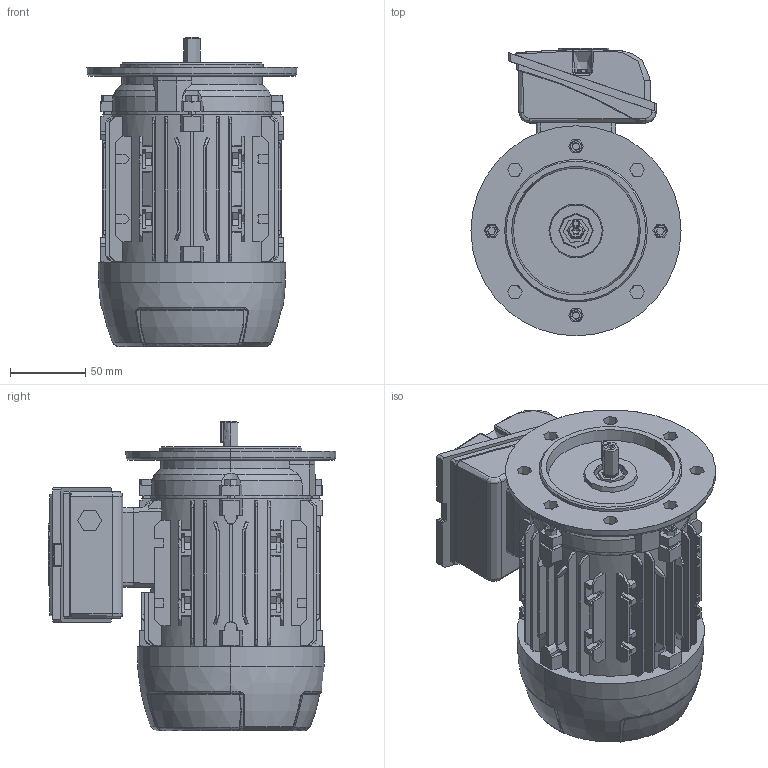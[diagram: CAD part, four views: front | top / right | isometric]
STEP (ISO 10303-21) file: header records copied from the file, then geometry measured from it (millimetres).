
FILE_DESCRIPTION (( 'STEP AP203' ), '1' );
FILE_NAME ('63 TOP.STEP', '2021-08-27T16:25:04', ( '' ), ( '' ), 'SwSTEP 2.0', 'SolidWorks 2018', '' );
FILE_SCHEMA (( 'CONFIG_CONTROL_DESIGN' ));
Length unit declared in the file: millimetre
Products named in the file (27): 105007177; 105011312; 63 TOP; 105033018; 105032001; 105007176; 105011312_105011312; 105007177_10.5007.177; Parafuso Altracs M5; Eixo padrão IEC63 IR3; 105006182_50.5307.015; 105035217; 105006182; CONJUNTO CARCAÇA IEC63 IR3_505234119; 105007077; 105032001_10.5032.005-4x14; 105007176_10.5007.176; 105035217_50.5307.012; Parafuso Altracs M5_10.5011.291 x 15; Eixo padrão IEC63 IR3_50.5014.566
Assembly tree (17 placements, depth 3):
  105007177
  63 TOP
    105011312
    105011312
  105033018
  105032001
  105007176
Bounding box: 139.93 x 191.73 x 206 mm (x, y, z)
Volume: 2241927.2 mm3; surface area: 246537.9 mm2
Topology: 14 solids, 17 shells, 1518 faces, 3990 edges, 2572 vertices
Faces by surface type: plane 721, cylinder 477, cone 132, bspline 114, torus 53, sphere 21
Entity records: 52082 total; most frequent: CARTESIAN_POINT 15163, ORIENTED_EDGE 7508, DIRECTION 6880, EDGE_CURVE 3754, VERTEX_POINT 2434, AXIS2_PLACEMENT_3D 2431, LINE 2018, VECTOR 2018
